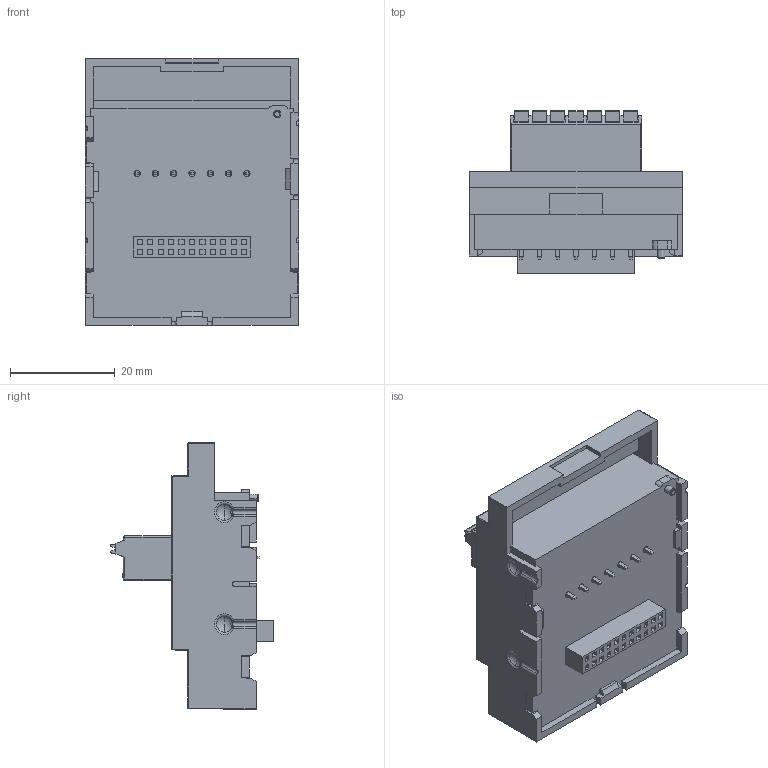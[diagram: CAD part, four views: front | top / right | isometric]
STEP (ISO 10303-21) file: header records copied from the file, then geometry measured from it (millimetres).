
FILE_DESCRIPTION((''),'2;1');
FILE_NAME('HCMXB-OD04-200-BD_ASM','2026-03-11T14:50:44',('YUE.WEI'),(''),'CREO PARAMETRIC BY PTC INC, 2018400','CREO PARAMETRIC BY PTC INC, 2018400','');
FILE_SCHEMA(('CONFIG_CONTROL_DESIGN','SHAPE_APPEARANCE_LAYERS_GROUPS'));
Products named in the file (7): 232-1_1_1_1_1; 232-1_1_2_1_1; 232-1_1_3_1_1; 232-1_1_ASM_1_ASM_1_ASM; 232-1_ASM_1_ASM_1_ASM; HCMXB-2RS232-200-BD_ASM_1_ASM; HCMXB-OD04-200-BD_ASM
Assembly tree (6 placements, depth 5):
  HCMXB-OD04-200-BD_ASM
    HCMXB-2RS232-200-BD_ASM_1_ASM
      232-1_ASM_1_ASM_1_ASM
        232-1_1_ASM_1_ASM_1_ASM
          232-1_1_1_1_1
          232-1_1_2_1_1
          232-1_1_3_1_1
Bounding box: 40.8 x 31.15 x 51 mm (x, y, z)
Volume: 22086.2 mm3; surface area: 14602.8 mm2
Topology: 4 solids, 33 shells, 2770 faces, 7629 edges, 4923 vertices
Faces by surface type: plane 2154, cylinder 462, cone 68, bspline 42, torus 22, sphere 14, revolution 8
Entity records: 118977 total; most frequent: CARTESIAN_POINT 18519, ORIENTED_EDGE 14710, DIRECTION 13734, EDGE_CURVE 7559, PRESENTATION_STYLE_ASSIGNMENT 7301, STYLED_ITEM 7301, VECTOR 6294, LINE 6294
